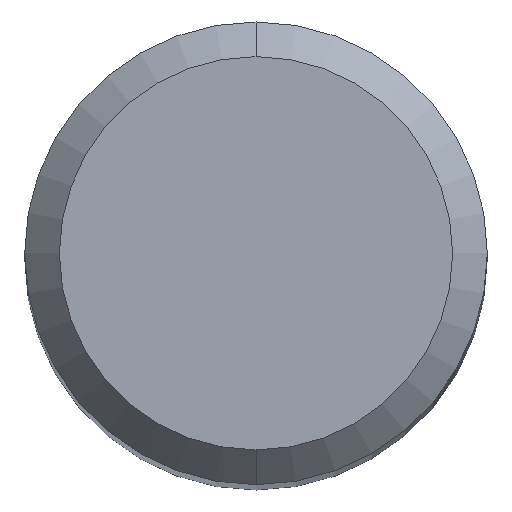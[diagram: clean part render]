
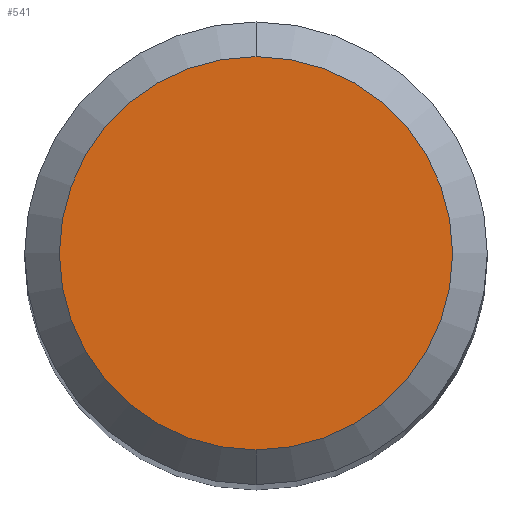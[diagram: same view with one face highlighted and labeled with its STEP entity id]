
A CAD part, top view. The second image highlights one B-rep face of the part: STEP entity #541.
In plain terms, the highlighted planar face has unit normal (0, 0, 1).
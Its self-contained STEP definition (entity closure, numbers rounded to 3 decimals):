
#479=VERTEX_POINT('',#1046);
#541=ADVANCED_FACE('',(#1115),#1116,.T.);
#663=EDGE_CURVE('',#479,#677,#1255,.T.);
#677=VERTEX_POINT('',#1270);
#833=EDGE_CURVE('',#677,#479,#1441,.T.);
#1046=CARTESIAN_POINT('',(0.0,1.7,0.0));
#1115=FACE_OUTER_BOUND('',#1980,.T.);
#1116=PLANE('',#1981);
#1255=CIRCLE('',#2243,1.7);
#1270=CARTESIAN_POINT('',(0.,-1.7,0.0));
#1441=CIRCLE('',#2621,1.7);
#1980=EDGE_LOOP('',(#2889,#2890));
#1981=AXIS2_PLACEMENT_3D('',#2891,#2892,#2893);
#2243=AXIS2_PLACEMENT_3D('',#3101,#3102,#3103);
#2621=AXIS2_PLACEMENT_3D('',#3359,#3360,#3361);
#2889=ORIENTED_EDGE('',*,*,#663,.F.);
#2890=ORIENTED_EDGE('',*,*,#833,.F.);
#2891=CARTESIAN_POINT('',(0.0,0.85,0.0));
#2892=DIRECTION('',(-0.0,0.0,1.0));
#2893=DIRECTION('',(0.0,-1.0,0.0));
#3101=CARTESIAN_POINT('',(0.0,0.0,0.0));
#3102=DIRECTION('',(0.0,0.0,-1.0));
#3103=DIRECTION('',(0.0,1.0,0.0));
#3359=CARTESIAN_POINT('',(0.0,0.0,0.0));
#3360=DIRECTION('',(0.0,0.0,-1.0));
#3361=DIRECTION('',(0.0,1.0,0.0));
